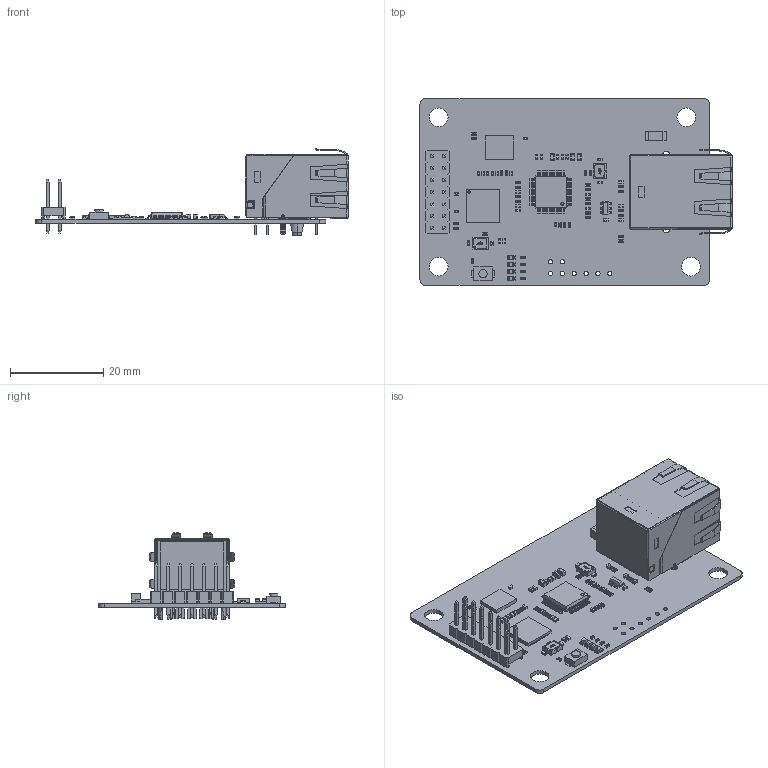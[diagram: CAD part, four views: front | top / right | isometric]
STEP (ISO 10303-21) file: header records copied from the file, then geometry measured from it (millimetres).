
FILE_DESCRIPTION(('Open CASCADE Model'),'2;1');
FILE_NAME('Open CASCADE Shape Model','2025-05-23T13:13:56',('Author'),( 'Open CASCADE'),'Open CASCADE STEP processor 6.8','Open CASCADE 6.8' ,'Unknown');
FILE_SCHEMA(('AUTOMOTIVE_DESIGN { 1 0 10303 214 1 1 1 1 }'));
Length unit declared in the file: millimetre
Products named in the file (109): PCB; Board; Open CASCADE STEP translator 6.8 1.1.1; R33; RES_C1005X04N; J2; pin_header_awl254-dg-g14d; SW1; ST-1185S; R32; L3; User_Library-Chip_InductorINDC1608X95N; C31; CAPC1005X06; C30; C29; C28; C27; C26; C24; C25; User_Library-Chip_Cap_MLCC_1808_(4520)_K; C1; C2; C3; C4; C5; C6; C7; C8; C9; C10; C11; C12; C13; C14; C15; C16; C17; C18 ...
Assembly tree (175 placements, depth 4):
  PCB
    Board
      Open CASCADE STEP translator 6.8 1.1.1
    R33
      RES_C1005X04N
    J2
      pin_header_awl254-dg-g14d
    SW1
      ST-1185S
    R32
      RES_C1005X04N
    L3
      User_Library-Chip_InductorINDC1608X95N
    C31
      CAPC1005X06
    C30
      CAPC1005X06
    C29
      CAPC1005X06
    C28
      CAPC1005X06
    C27
      CAPC1005X06
    C26
      CAPC1005X06
    C24
      CAPC1005X06
    C25
      User_Library-Chip_Cap_MLCC_1808_(4520)_K
    C1
      CAPC1005X06
    C2
      CAPC1005X06
    C3
      CAPC1005X06
    C4
      CAPC1005X06
    C5
      CAPC1005X06
    C6
      CAPC1005X06
    C7
      CAPC1005X06
    C8
      CAPC1005X06
    C9
      CAPC1005X06
    C10
      CAPC1005X06
    C11
      CAPC1005X06
    C12
      CAPC1005X06
    C13
      CAPC1005X06
    C14
      CAPC1005X06
    C15
      CAPC1005X06
    C16
Bounding box: 66.8 x 40 x 18.56 mm (x, y, z)
Volume: 4501.8 mm3; surface area: 13116.5 mm2
Topology: 120 solids, 120 shells, 7643 faces, 22126 edges, 14515 vertices
Faces by surface type: plane 4192, cylinder 2527, bspline 872, sphere 34, cone 14, torus 4
Full cylindrical faces by diameter (mm): 0.9 x8, 0.914 x22, 1.02 x4, 1.6 x2, 3.25 x2, 4 x4
Entity records: 110081 total; most frequent: CARTESIAN_POINT 20225, ORIENTED_EDGE 15682, DIRECTION 14682, EDGE_CURVE 7841, LINE 5958, VECTOR 5958, VERTEX_POINT 5097, AXIS2_PLACEMENT_3D 4362
